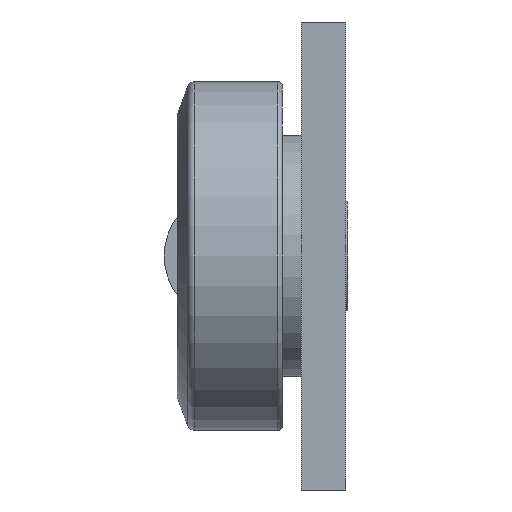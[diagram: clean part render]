
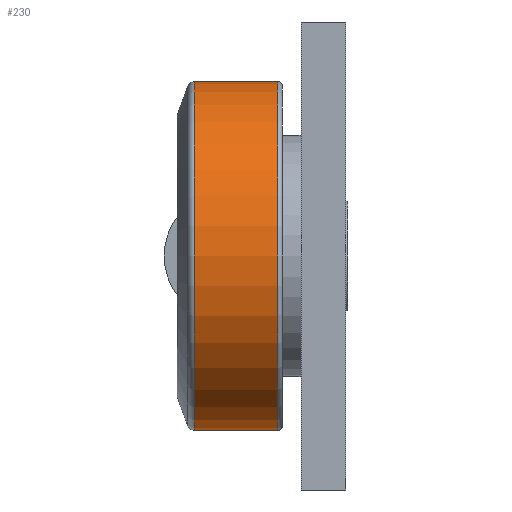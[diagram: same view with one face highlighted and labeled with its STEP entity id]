
A CAD part, front view. The second image highlights one B-rep face of the part: STEP entity #230.
In plain terms, the highlighted cylindrical face has radius 74.5 mm (diameter 149 mm), a partial arc.
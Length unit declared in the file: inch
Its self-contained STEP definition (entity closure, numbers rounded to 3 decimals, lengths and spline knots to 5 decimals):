
#144 = LINE ( 'NONE', #2873, #2177 ) ;
#147 = CARTESIAN_POINT ( 'NONE',  ( 1.9093, 0., 0. ) ) ;
#152 = LINE ( 'NONE', #3672, #1978 ) ;
#230 = ADVANCED_FACE ( 'NONE', ( #306 ), #3014, .T. ) ;
#306 = FACE_OUTER_BOUND ( 'NONE', #2517, .T. ) ;
#373 = CARTESIAN_POINT ( 'NONE',  ( 1.9093, 0., -2.93307 ) ) ;
#405 = CARTESIAN_POINT ( 'NONE',  ( 0.50687, 0., -2.93307 ) ) ;
#526 = VERTEX_POINT ( 'NONE', #2155 ) ;
#742 = ORIENTED_EDGE ( 'NONE', *, *, #3205, .F. ) ;
#789 = ORIENTED_EDGE ( 'NONE', *, *, #3027, .T. ) ;
#798 = EDGE_CURVE ( 'NONE', #526, #2824, #144, .T. ) ;
#907 = CARTESIAN_POINT ( 'NONE',  ( 3.0904, 0., 0. ) ) ;
#1039 = ORIENTED_EDGE ( 'NONE', *, *, #798, .F. ) ;
#1107 = DIRECTION ( 'NONE',  ( 1., 0., 0. ) ) ;
#1198 = DIRECTION ( 'NONE',  ( 0., 0., 1. ) ) ;
#1331 = AXIS2_PLACEMENT_3D ( 'NONE', #1840, #1514, #3513 ) ;
#1514 = DIRECTION ( 'NONE',  ( 1., 0., 0. ) ) ;
#1637 = CARTESIAN_POINT ( 'NONE',  ( 1.9093, 0., 2.93307 ) ) ;
#1792 = DIRECTION ( 'NONE',  ( 1., 0., 0. ) ) ;
#1840 = CARTESIAN_POINT ( 'NONE',  ( 0.50687, 0., 0. ) ) ;
#1978 = VECTOR ( 'NONE', #1107, 39.37008 ) ;
#2002 = VERTEX_POINT ( 'NONE', #373 ) ;
#2155 = CARTESIAN_POINT ( 'NONE',  ( 0.50687, 0., 2.93307 ) ) ;
#2177 = VECTOR ( 'NONE', #2300, 39.37008 ) ;
#2300 = DIRECTION ( 'NONE',  ( 1., 0., 0. ) ) ;
#2400 = CIRCLE ( 'NONE', #2798, 2.93307 ) ;
#2401 = DIRECTION ( 'NONE',  ( 0., 0., 1. ) ) ;
#2517 = EDGE_LOOP ( 'NONE', ( #3011, #789, #742, #1039 ) ) ;
#2539 = EDGE_CURVE ( 'NONE', #526, #2796, #3407, .T. ) ;
#2696 = DIRECTION ( 'NONE',  ( 1., 0., 0. ) ) ;
#2796 = VERTEX_POINT ( 'NONE', #405 ) ;
#2798 = AXIS2_PLACEMENT_3D ( 'NONE', #147, #2696, #2401 ) ;
#2807 = AXIS2_PLACEMENT_3D ( 'NONE', #907, #1792, #1198 ) ;
#2824 = VERTEX_POINT ( 'NONE', #1637 ) ;
#2873 = CARTESIAN_POINT ( 'NONE',  ( 3.0904, 0., 2.93307 ) ) ;
#3011 = ORIENTED_EDGE ( 'NONE', *, *, #2539, .T. ) ;
#3014 = CYLINDRICAL_SURFACE ( 'NONE', #2807, 2.93307 ) ;
#3027 = EDGE_CURVE ( 'NONE', #2796, #2002, #152, .T. ) ;
#3205 = EDGE_CURVE ( 'NONE', #2824, #2002, #2400, .T. ) ;
#3407 = CIRCLE ( 'NONE', #1331, 2.93307 ) ;
#3513 = DIRECTION ( 'NONE',  ( 0., 0., 1. ) ) ;
#3672 = CARTESIAN_POINT ( 'NONE',  ( 3.0904, 0., -2.93307 ) ) ;
